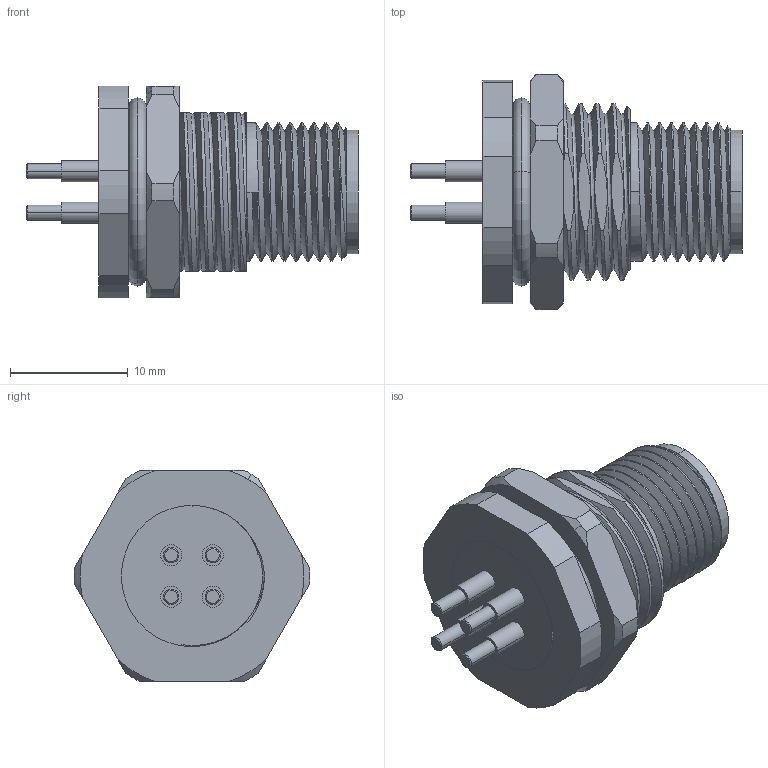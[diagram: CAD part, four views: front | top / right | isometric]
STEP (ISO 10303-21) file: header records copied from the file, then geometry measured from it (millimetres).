
FILE_DESCRIPTION (( 'STEP AP203' ), '1' );
FILE_NAME ('54-00445.STEP', '2025-03-13T19:04:59', ( '' ), ( '' ), 'SwSTEP 2.0', 'SolidWorks 2021', '' );
FILE_SCHEMA (( 'CONFIG_CONTROL_DESIGN' ));
Length unit declared in the file: millimetre
Products named in the file (7): 54-00445-04___; 54-00445-01___; 54-00445-03___; 54-00445; 54-00445-05___; 54-00445-03L___; 54-00445-02
Assembly tree (8 placements, depth 2):
  54-00445
    54-00445-01___
    54-00445-02
    54-00445-03___  x3
    54-00445-04___
    54-00445-05___
    54-00445-03L___
Bounding box: 28.2 x 19.99 x 18 mm (x, y, z)
Volume: 3090.6 mm3; surface area: 5841.1 mm2
Topology: 9 solids, 9 shells, 326 faces, 789 edges, 505 vertices
Faces by surface type: cylinder 149, plane 81, cone 51, torus 28, bspline 9, sphere 8
Entity records: 12530 total; most frequent: CARTESIAN_POINT 5608, ORIENTED_EDGE 1322, DIRECTION 1264, EDGE_CURVE 661, AXIS2_PLACEMENT_3D 520, VERTEX_POINT 431, EDGE_LOOP 310, ADVANCED_FACE 266
